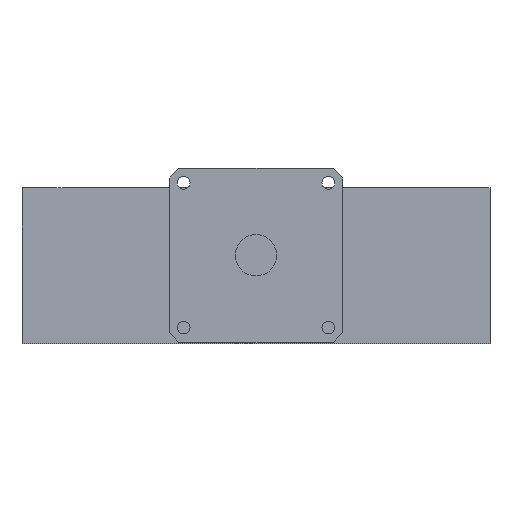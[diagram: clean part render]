
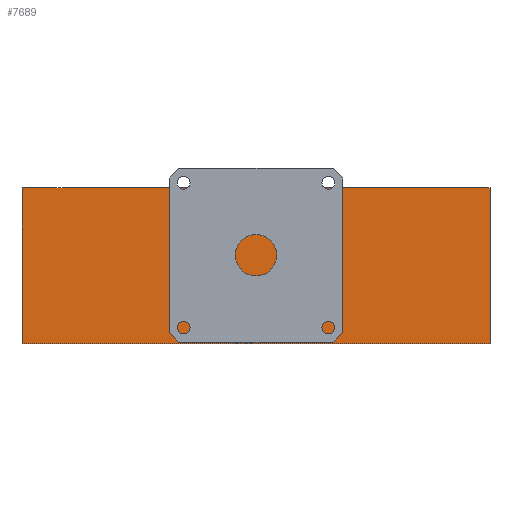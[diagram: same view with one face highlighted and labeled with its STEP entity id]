
A CAD part, front view. The second image highlights one B-rep face of the part: STEP entity #7689.
In plain terms, the highlighted planar face has unit normal (0, -1, 0).
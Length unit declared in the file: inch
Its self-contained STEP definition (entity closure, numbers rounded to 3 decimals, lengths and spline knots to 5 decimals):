
#7559=CARTESIAN_POINT('',(-3.0,-0.495,1.));
#7560=VERTEX_POINT('',#7559);
#7561=CARTESIAN_POINT('',(3.0,-0.495,1.));
#7562=VERTEX_POINT('',#7561);
#7563=CARTESIAN_POINT('',(-3.0,-0.495,1.));
#7564=DIRECTION('',(1.0,0.0,0.0));
#7565=VECTOR('',#7564,6.0);
#7566=LINE('',#7563,#7565);
#7567=EDGE_CURVE('',#7560,#7562,#7566,.T.);
#7599=CARTESIAN_POINT('',(3.0,-0.495,-1.));
#7600=VERTEX_POINT('',#7599);
#7601=CARTESIAN_POINT('',(3.0,-0.495,1.));
#7602=DIRECTION('',(0.0,0.0,-1.0));
#7603=VECTOR('',#7602,1.99999);
#7604=LINE('',#7601,#7603);
#7605=EDGE_CURVE('',#7562,#7600,#7604,.T.);
#7630=CARTESIAN_POINT('',(-3.0,-0.495,-1.));
#7631=VERTEX_POINT('',#7630);
#7632=CARTESIAN_POINT('',(3.0,-0.495,-1.));
#7633=DIRECTION('',(-1.0,0.0,0.0));
#7634=VECTOR('',#7633,6.0);
#7635=LINE('',#7632,#7634);
#7636=EDGE_CURVE('',#7600,#7631,#7635,.T.);
#7661=CARTESIAN_POINT('',(-3.0,-0.495,-1.));
#7662=DIRECTION('',(0.0,0.0,1.0));
#7663=VECTOR('',#7662,1.99999);
#7664=LINE('',#7661,#7663);
#7665=EDGE_CURVE('',#7631,#7560,#7664,.T.);
#7678=CARTESIAN_POINT('',(0.,-0.495,0.));
#7679=DIRECTION('',(0.0,1.0,0.0));
#7680=DIRECTION('',(0.0,0.0,1.0));
#7681=AXIS2_PLACEMENT_3D('',#7678,#7679,#7680);
#7682=PLANE('',#7681);
#7683=ORIENTED_EDGE('',*,*,#7567,.F.);
#7684=ORIENTED_EDGE('',*,*,#7665,.F.);
#7685=ORIENTED_EDGE('',*,*,#7636,.F.);
#7686=ORIENTED_EDGE('',*,*,#7605,.F.);
#7687=EDGE_LOOP('',(#7683,#7684,#7685,#7686));
#7688=FACE_OUTER_BOUND('',#7687,.T.);
#7689=ADVANCED_FACE('',(#7688),#7682,.F.);
